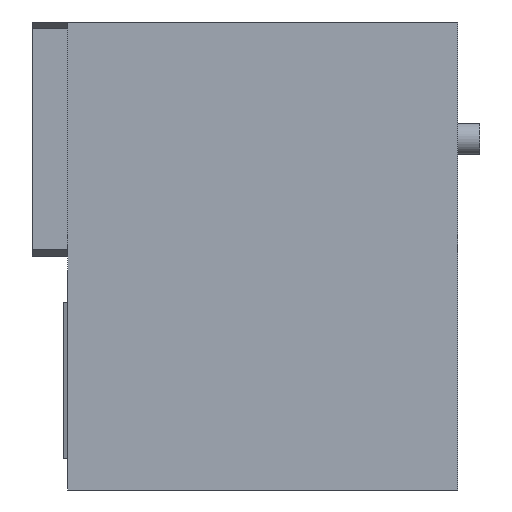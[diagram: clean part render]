
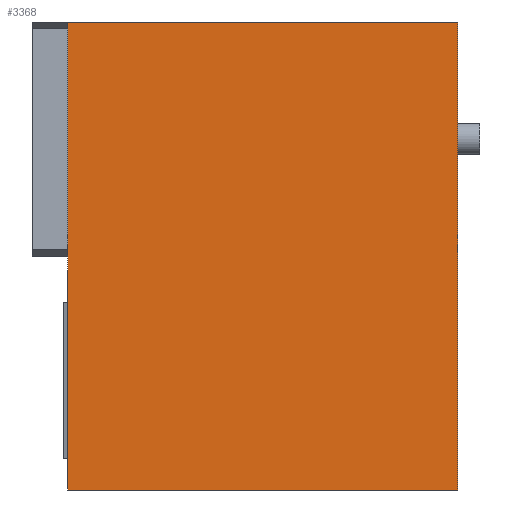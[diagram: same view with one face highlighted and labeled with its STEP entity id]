
A CAD part, front view. The second image highlights one B-rep face of the part: STEP entity #3368.
In plain terms, the highlighted planar face has unit normal (0, -1, 0).
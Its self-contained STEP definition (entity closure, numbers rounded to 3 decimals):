
#3329=CARTESIAN_POINT('',(125.0,0.,150.0));
#3330=DIRECTION('',(0.0,1.0,0.0));
#3331=DIRECTION('',(1.0,0.0,0.0));
#3332=AXIS2_PLACEMENT_3D('',#3329,#3330,#3331);
#3333=PLANE('',#3332);
#3334=CARTESIAN_POINT('',(250.0,0.0,0.0));
#3335=VERTEX_POINT('',#3334);
#3336=CARTESIAN_POINT('',(250.0,0.,300.0));
#3337=VERTEX_POINT('',#3336);
#3338=CARTESIAN_POINT('',(250.0,0.,0.0));
#3339=DIRECTION('',(0.0,0.0,1.0));
#3340=VECTOR('',#3339,300.0);
#3341=LINE('',#3338,#3340);
#3342=EDGE_CURVE('',#3335,#3337,#3341,.T.);
#3343=ORIENTED_EDGE('',*,*,#3342,.T.);
#3344=CARTESIAN_POINT('',(0.0,0.,300.0));
#3345=VERTEX_POINT('',#3344);
#3346=CARTESIAN_POINT('',(250.0,0.,300.0));
#3347=DIRECTION('',(-1.0,0.0,0.0));
#3348=VECTOR('',#3347,250.0);
#3349=LINE('',#3346,#3348);
#3350=EDGE_CURVE('',#3337,#3345,#3349,.T.);
#3351=ORIENTED_EDGE('',*,*,#3350,.T.);
#3352=CARTESIAN_POINT('',(0.0,0.0,0.0));
#3353=VERTEX_POINT('',#3352);
#3354=CARTESIAN_POINT('',(0.0,0.,300.0));
#3355=DIRECTION('',(0.0,0.0,-1.0));
#3356=VECTOR('',#3355,300.0);
#3357=LINE('',#3354,#3356);
#3358=EDGE_CURVE('',#3345,#3353,#3357,.T.);
#3359=ORIENTED_EDGE('',*,*,#3358,.T.);
#3360=CARTESIAN_POINT('',(0.0,0.0,0.0));
#3361=DIRECTION('',(1.0,0.0,0.0));
#3362=VECTOR('',#3361,250.0);
#3363=LINE('',#3360,#3362);
#3364=EDGE_CURVE('',#3353,#3335,#3363,.T.);
#3365=ORIENTED_EDGE('',*,*,#3364,.T.);
#3366=EDGE_LOOP('',(#3343,#3351,#3359,#3365));
#3367=FACE_OUTER_BOUND('',#3366,.T.);
#3368=ADVANCED_FACE('',(#3367),#3333,.F.);
